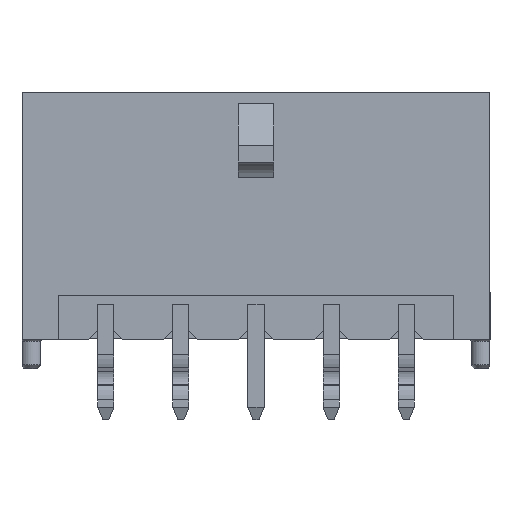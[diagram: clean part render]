
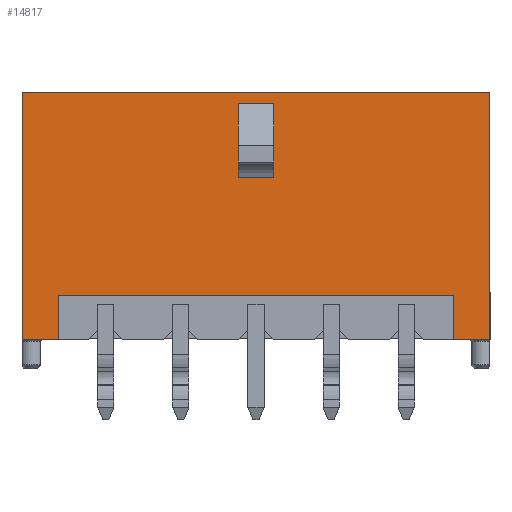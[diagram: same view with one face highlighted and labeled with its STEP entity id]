
A CAD part, front view. The second image highlights one B-rep face of the part: STEP entity #14817.
In plain terms, the highlighted face is planar.
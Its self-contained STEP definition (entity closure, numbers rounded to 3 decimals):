
#1276=ORIENTED_EDGE('',*,*,#3868,.F.);
#1277=ORIENTED_EDGE('',*,*,#4164,.F.);
#1278=ORIENTED_EDGE('',*,*,#4165,.T.);
#1279=ORIENTED_EDGE('',*,*,#4166,.T.);
#1280=ORIENTED_EDGE('',*,*,#4167,.F.);
#1281=ORIENTED_EDGE('',*,*,#4168,.F.);
#1282=ORIENTED_EDGE('',*,*,#3863,.F.);
#1283=ORIENTED_EDGE('',*,*,#3866,.F.);
#1284=ORIENTED_EDGE('',*,*,#3831,.T.);
#1285=ORIENTED_EDGE('',*,*,#3838,.T.);
#1286=ORIENTED_EDGE('',*,*,#3827,.F.);
#1287=ORIENTED_EDGE('',*,*,#3836,.F.);
#3827=EDGE_CURVE('',#5354,#5355,#6404,.T.);
#3831=EDGE_CURVE('',#5358,#5359,#6407,.T.);
#3836=EDGE_CURVE('',#5358,#5354,#6411,.T.);
#3838=EDGE_CURVE('',#5359,#5355,#6413,.T.);
#3863=EDGE_CURVE('',#5376,#5377,#6438,.T.);
#3866=EDGE_CURVE('',#5378,#5376,#6441,.T.);
#3868=EDGE_CURVE('',#5379,#5378,#6443,.T.);
#4164=EDGE_CURVE('',#5578,#5379,#6739,.T.);
#4165=EDGE_CURVE('',#5578,#5579,#6740,.T.);
#4166=EDGE_CURVE('',#5579,#5580,#6741,.T.);
#4167=EDGE_CURVE('',#5581,#5580,#6742,.T.);
#4168=EDGE_CURVE('',#5377,#5581,#6743,.T.);
#5354=VERTEX_POINT('',#19687);
#5355=VERTEX_POINT('',#19688);
#5358=VERTEX_POINT('',#19696);
#5359=VERTEX_POINT('',#19697);
#5376=VERTEX_POINT('',#19751);
#5377=VERTEX_POINT('',#19752);
#5378=VERTEX_POINT('',#19757);
#5379=VERTEX_POINT('',#19761);
#5578=VERTEX_POINT('',#20340);
#5579=VERTEX_POINT('',#20342);
#5580=VERTEX_POINT('',#20344);
#5581=VERTEX_POINT('',#20346);
#6404=LINE('',#19686,#7865);
#6407=LINE('',#19695,#7868);
#6411=LINE('',#19705,#7872);
#6413=LINE('',#19709,#7874);
#6438=LINE('',#19750,#7899);
#6441=LINE('',#19756,#7902);
#6443=LINE('',#19760,#7904);
#6739=LINE('',#20339,#8200);
#6740=LINE('',#20341,#8201);
#6741=LINE('',#20343,#8202);
#6742=LINE('',#20345,#8203);
#6743=LINE('',#20347,#8204);
#7865=VECTOR('',#16523,1000.);
#7868=VECTOR('',#16530,1000.);
#7872=VECTOR('',#16538,1000.);
#7874=VECTOR('',#16544,1000.);
#7899=VECTOR('',#16573,1000.);
#7902=VECTOR('',#16578,1000.);
#7904=VECTOR('',#16582,1000.);
#8200=VECTOR('',#17046,1000.);
#8201=VECTOR('',#17047,1000.);
#8202=VECTOR('',#17048,1000.);
#8203=VECTOR('',#17049,1000.);
#8204=VECTOR('',#17050,1000.);
#9116=EDGE_LOOP('',(#1276,#1277,#1278,#1279,#1280,#1281,#1282,#1283));
#9117=EDGE_LOOP('',(#1284,#1285,#1286,#1287));
#9713=FACE_BOUND('',#9116,.T.);
#9714=FACE_BOUND('',#9117,.T.);
#10287=PLANE('',#15412);
#14817=ADVANCED_FACE('',(#9713,#9714),#10287,.T.);
#15412=AXIS2_PLACEMENT_3D('',#20338,#17044,#17045);
#16523=DIRECTION('',(0.,0.,1.));
#16530=DIRECTION('',(0.,0.,1.));
#16538=DIRECTION('',(0.,-1.,0.));
#16544=DIRECTION('',(0.,-1.,0.));
#16573=DIRECTION('',(0.,0.,-1.));
#16578=DIRECTION('',(0.,1.,0.));
#16582=DIRECTION('',(0.,0.,1.));
#17044=DIRECTION('',(-1.,0.,0.));
#17045=DIRECTION('',(0.,0.,1.));
#17046=DIRECTION('',(0.,1.,0.));
#17047=DIRECTION('',(0.,0.,1.));
#17048=DIRECTION('',(0.,1.,0.));
#17049=DIRECTION('',(0.,0.,1.));
#17050=DIRECTION('',(0.,1.,0.));
#19686=CARTESIAN_POINT('',(-3.43,-0.7,1.53));
#19687=CARTESIAN_POINT('',(-3.43,-0.7,1.53));
#19688=CARTESIAN_POINT('',(-3.43,-0.7,4.485));
#19695=CARTESIAN_POINT('',(-3.43,0.7,1.53));
#19696=CARTESIAN_POINT('',(-3.43,0.7,1.53));
#19697=CARTESIAN_POINT('',(-3.43,0.7,4.485));
#19705=CARTESIAN_POINT('',(-3.43,0.7,1.53));
#19709=CARTESIAN_POINT('',(-3.43,0.7,4.485));
#19750=CARTESIAN_POINT('',(-3.43,7.91,-3.19));
#19751=CARTESIAN_POINT('',(-3.43,7.91,-3.19));
#19752=CARTESIAN_POINT('',(-3.43,7.91,-4.95));
#19756=CARTESIAN_POINT('',(-3.43,-7.91,-3.19));
#19757=CARTESIAN_POINT('',(-3.43,-7.91,-3.19));
#19760=CARTESIAN_POINT('',(-3.43,-7.91,-4.95));
#19761=CARTESIAN_POINT('',(-3.43,-7.91,-4.95));
#20338=CARTESIAN_POINT('',(-3.43,-9.35,-4.95));
#20339=CARTESIAN_POINT('',(-3.43,-9.35,-4.95));
#20340=CARTESIAN_POINT('',(-3.43,-9.35,-4.95));
#20341=CARTESIAN_POINT('',(-3.43,-9.35,-4.95));
#20342=CARTESIAN_POINT('',(-3.43,-9.35,4.95));
#20343=CARTESIAN_POINT('',(-3.43,-9.35,4.95));
#20344=CARTESIAN_POINT('',(-3.43,9.35,4.95));
#20345=CARTESIAN_POINT('',(-3.43,9.35,-4.95));
#20346=CARTESIAN_POINT('',(-3.43,9.35,-4.95));
#20347=CARTESIAN_POINT('',(-3.43,-9.35,-4.95));
